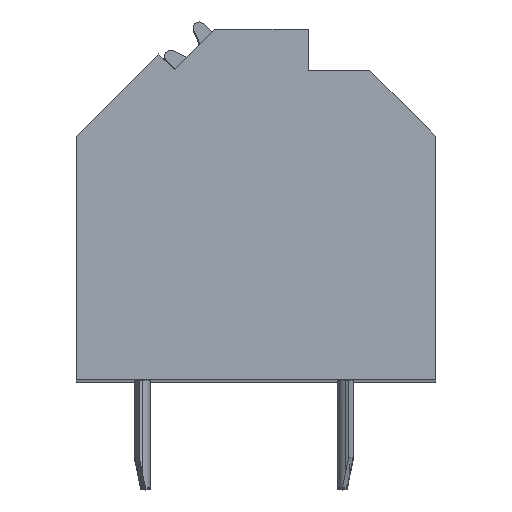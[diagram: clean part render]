
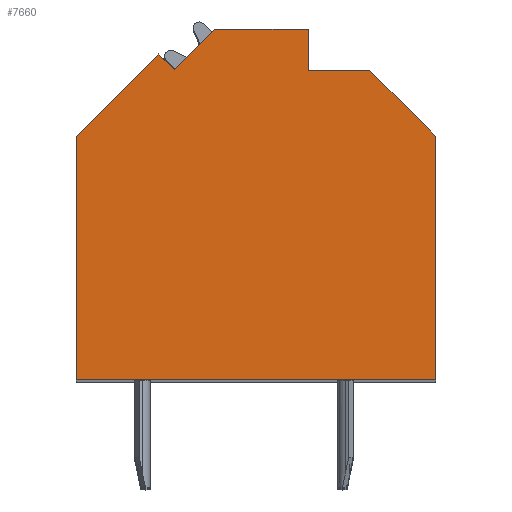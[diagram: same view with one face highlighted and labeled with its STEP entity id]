
A CAD part, top view. The second image highlights one B-rep face of the part: STEP entity #7660.
In plain terms, the highlighted planar face has unit normal (0, 0, 1).
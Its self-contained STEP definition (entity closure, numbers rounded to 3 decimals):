
#659=DIRECTION('',(-0.707,-0.707,0.));
#660=VECTOR('',#659,1.897);
#661=CARTESIAN_POINT('',(-1.39,5.718,44.045));
#662=LINE('',#661,#660);
#663=DIRECTION('',(-1.,0.,0.));
#664=VECTOR('',#663,3.14);
#665=CARTESIAN_POINT('',(1.75,5.718,44.045));
#666=LINE('',#665,#664);
#667=DIRECTION('',(0.,1.,0.));
#668=VECTOR('',#667,1.368);
#669=CARTESIAN_POINT('',(1.75,4.35,44.045));
#670=LINE('',#669,#668);
#671=DIRECTION('',(-1.,0.,0.));
#672=VECTOR('',#671,2.05);
#673=CARTESIAN_POINT('',(3.8,4.35,44.045));
#674=LINE('',#673,#672);
#675=DIRECTION('',(-0.707,0.707,0.));
#676=VECTOR('',#675,3.111);
#677=CARTESIAN_POINT('',(6.,2.15,44.045));
#678=LINE('',#677,#676);
#679=DIRECTION('',(0.,1.,0.));
#680=VECTOR('',#679,8.15);
#681=CARTESIAN_POINT('',(6.,-6.,44.045));
#682=LINE('',#681,#680);
#683=DIRECTION('',(1.,0.,0.));
#684=VECTOR('',#683,12.);
#685=CARTESIAN_POINT('',(-6.,-6.,44.045));
#686=LINE('',#685,#684);
#687=DIRECTION('',(0.,-1.,0.));
#688=VECTOR('',#687,8.14);
#689=CARTESIAN_POINT('',(-6.,2.14,44.045));
#690=LINE('',#689,#688);
#691=DIRECTION('',(-0.707,-0.707,0.));
#692=VECTOR('',#691,3.892);
#693=CARTESIAN_POINT('',(-3.248,4.892,44.045));
#694=LINE('',#693,#692);
#695=DIRECTION('',(-0.707,0.707,0.));
#696=VECTOR('',#695,0.73);
#697=CARTESIAN_POINT('',(-2.732,4.376,44.045));
#698=LINE('',#697,#696);
#5345=CARTESIAN_POINT('',(-1.39,5.718,44.045));
#5346=CARTESIAN_POINT('',(-2.732,4.376,44.045));
#5347=VERTEX_POINT('',#5345);
#5348=VERTEX_POINT('',#5346);
#5349=CARTESIAN_POINT('',(-3.248,4.892,44.045));
#5350=VERTEX_POINT('',#5349);
#5351=CARTESIAN_POINT('',(-6.,2.14,44.045));
#5352=VERTEX_POINT('',#5351);
#5353=CARTESIAN_POINT('',(-6.,-6.,44.045));
#5354=VERTEX_POINT('',#5353);
#5355=CARTESIAN_POINT('',(6.,-6.,44.045));
#5356=VERTEX_POINT('',#5355);
#5357=CARTESIAN_POINT('',(6.,2.15,44.045));
#5358=VERTEX_POINT('',#5357);
#5359=CARTESIAN_POINT('',(3.8,4.35,44.045));
#5360=VERTEX_POINT('',#5359);
#5361=CARTESIAN_POINT('',(1.75,4.35,44.045));
#5362=VERTEX_POINT('',#5361);
#5363=CARTESIAN_POINT('',(1.75,5.718,44.045));
#5364=VERTEX_POINT('',#5363);
#7636=CARTESIAN_POINT('',(0.,0.,44.045));
#7637=DIRECTION('',(0.,0.,1.));
#7638=DIRECTION('',(1.,0.,0.));
#7639=AXIS2_PLACEMENT_3D('',#7636,#7637,#7638);
#7640=PLANE('',#7639);
#7642=ORIENTED_EDGE('',*,*,#7641,.F.);
#7644=ORIENTED_EDGE('',*,*,#7643,.F.);
#7646=ORIENTED_EDGE('',*,*,#7645,.F.);
#7648=ORIENTED_EDGE('',*,*,#7647,.F.);
#7650=ORIENTED_EDGE('',*,*,#7649,.F.);
#7652=ORIENTED_EDGE('',*,*,#7651,.F.);
#7654=ORIENTED_EDGE('',*,*,#7653,.F.);
#7655=ORIENTED_EDGE('',*,*,#7255,.F.);
#7656=ORIENTED_EDGE('',*,*,#7519,.F.);
#7657=ORIENTED_EDGE('',*,*,#7209,.F.);
#7658=EDGE_LOOP('',(#7642,#7644,#7646,#7648,#7650,#7652,#7654,#7655,#7656,
#7657));
#7659=FACE_OUTER_BOUND('',#7658,.F.);
#7209=EDGE_CURVE('',#5348,#5350,#698,.T.);
#7255=EDGE_CURVE('',#5352,#5354,#690,.T.);
#7519=EDGE_CURVE('',#5350,#5352,#694,.T.);
#7641=EDGE_CURVE('',#5347,#5348,#662,.T.);
#7643=EDGE_CURVE('',#5364,#5347,#666,.T.);
#7645=EDGE_CURVE('',#5362,#5364,#670,.T.);
#7647=EDGE_CURVE('',#5360,#5362,#674,.T.);
#7649=EDGE_CURVE('',#5358,#5360,#678,.T.);
#7651=EDGE_CURVE('',#5356,#5358,#682,.T.);
#7653=EDGE_CURVE('',#5354,#5356,#686,.T.);
#7660=ADVANCED_FACE('',(#7659),#7640,.T.);
